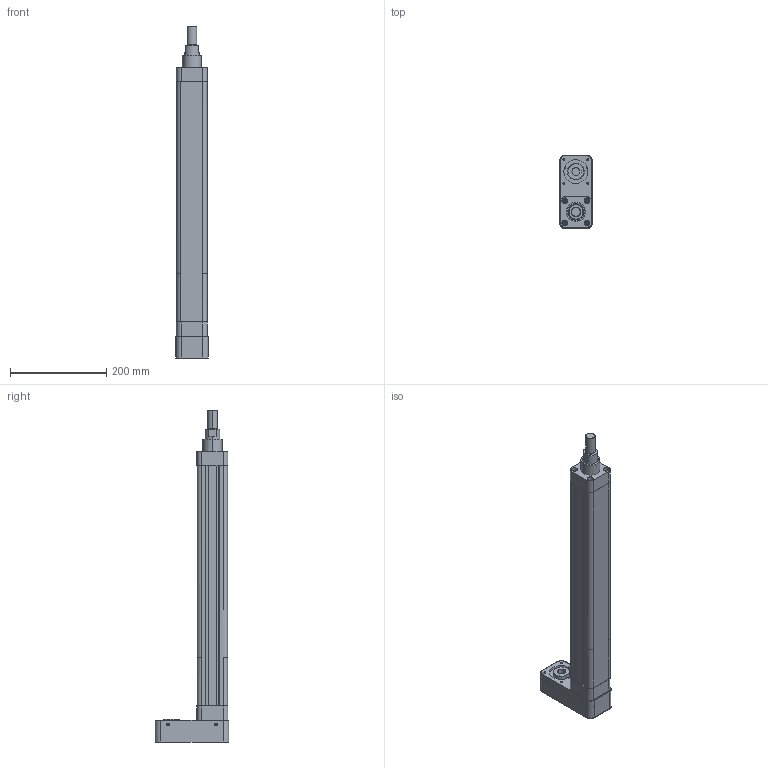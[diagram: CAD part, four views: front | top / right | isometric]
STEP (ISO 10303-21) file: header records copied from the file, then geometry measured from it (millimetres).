
FILE_DESCRIPTION (( 'STEP AP203' ), '1' );
FILE_NAME ('LIME-50-400-P.STEP', '2014-09-06T01:30:34', ( 'user' ), ( 'user' ), 'SwSTEP 2.0', 'SolidWorks 2012', '' );
FILE_SCHEMA (( 'CONFIG_CONTROL_DESIGN' ));
Length unit declared in the file: millimetre
Products named in the file (15): PRODUCT_576_PRODUCT_VERSION_ID; PRODUCT_575_PRODUCT_VERSION_ID; PRODUCT_571_PRODUCT_VERSION_ID; PRODUCT_581_PRODUCT_VERSION_ID; PRODUCT_586_PRODUCT_VERSION_ID; LIME-50-400-P; PRODUCT_579_PRODUCT_VERSION_ID_1; PRODUCT_578_PRODUCT_VERSION_ID; PRODUCT_577_PRODUCT_VERSION_ID; PRODUCT_574_PRODUCT_VERSION_ID; PRODUCT_573_PRODUCT_VERSION_ID; PRODUCT_572_PRODUCT_VERSION_ID; PRODUCT_584_PRODUCT_VERSION_ID; PRODUCT_583_PRODUCT_VERSION_ID; PRODUCT_582_PRODUCT_VERSION_ID
Assembly tree (14 placements, depth 2):
  LIME-50-400-P
    PRODUCT_581_PRODUCT_VERSION_ID
    PRODUCT_582_PRODUCT_VERSION_ID
    PRODUCT_583_PRODUCT_VERSION_ID
    PRODUCT_584_PRODUCT_VERSION_ID
    PRODUCT_586_PRODUCT_VERSION_ID
    PRODUCT_571_PRODUCT_VERSION_ID
    PRODUCT_572_PRODUCT_VERSION_ID
    PRODUCT_573_PRODUCT_VERSION_ID
    PRODUCT_574_PRODUCT_VERSION_ID
    PRODUCT_575_PRODUCT_VERSION_ID
    PRODUCT_576_PRODUCT_VERSION_ID
    PRODUCT_577_PRODUCT_VERSION_ID
    PRODUCT_578_PRODUCT_VERSION_ID
    PRODUCT_579_PRODUCT_VERSION_ID_1
Bounding box: 67 x 153 x 691 mm (x, y, z)
Volume: 1304510.8 mm3; surface area: 458152.9 mm2
Topology: 14 solids, 14 shells, 1198 faces, 3478 edges, 2294 vertices
Faces by surface type: cylinder 822, plane 204, cone 119, bspline 53
Entity records: 44528 total; most frequent: CARTESIAN_POINT 13410, ORIENTED_EDGE 6852, DIRECTION 5263, EDGE_CURVE 3426, VERTEX_POINT 2294, AXIS2_PLACEMENT_3D 1986, EDGE_LOOP 1318, B_SPLINE_CURVE_WITH_KNOTS 1307
